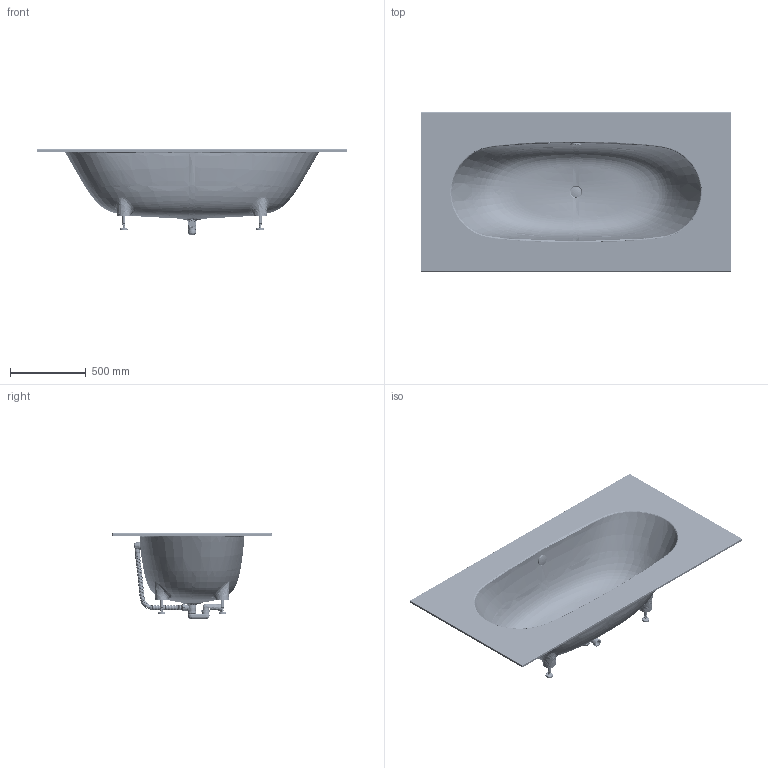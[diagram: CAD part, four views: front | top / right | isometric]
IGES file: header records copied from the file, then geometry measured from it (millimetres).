
Global section: file name: 122HDELIGHT 8420.igs; native system: Rhinoceros ( Oct  8 2013 ); preprocessor: Trout Lake IGES 012 Oct  8 2013; date: 160628.121307; units: millimetre
Bounding box: 2050 x 1050 x 563.89 mm (x, y, z)
Surface area: 6954453.6 mm2 (no closed solid volume)
Topology: 0 solids, 0 shells, 2985 faces, 31999 edges, 30545 vertices
Faces by surface type: bspline 2985
